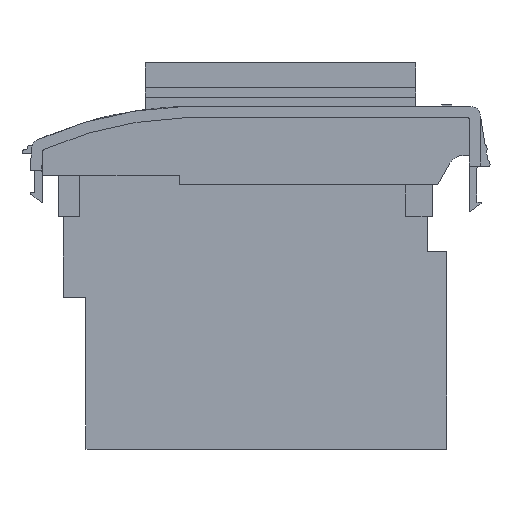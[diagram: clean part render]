
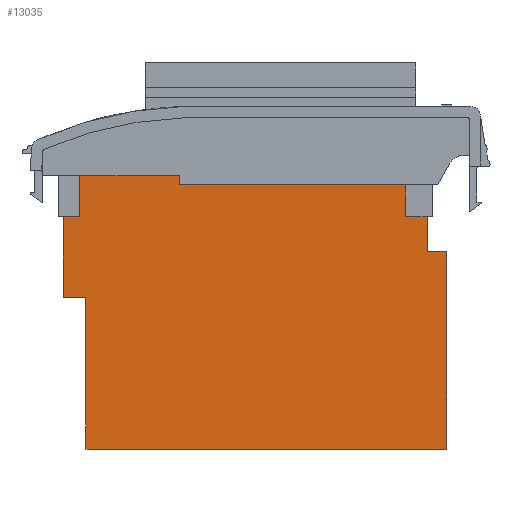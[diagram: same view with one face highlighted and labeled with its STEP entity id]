
A CAD part, left-side view. The second image highlights one B-rep face of the part: STEP entity #13035.
In plain terms, the highlighted planar face has unit normal (-1, 0, 0).
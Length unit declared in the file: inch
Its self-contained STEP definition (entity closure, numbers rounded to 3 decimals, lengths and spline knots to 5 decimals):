
#1043 = DIRECTION ( 'NONE',  ( 0., -1., 0. ) ) ;
#1044 = VECTOR ( 'NONE', #1043, 39.37008 ) ;
#1045 = CARTESIAN_POINT ( 'NONE',  ( 1.84006, 3.22916, 0.505 ) ) ;
#1046 = LINE ( 'NONE', #1045, #1044 ) ;
#1078 = DIRECTION ( 'NONE',  ( 0., 0., -1. ) ) ;
#1079 = VECTOR ( 'NONE', #1078, 39.37008 ) ;
#1080 = CARTESIAN_POINT ( 'NONE',  ( 1.84006, 3.22916, 0.445 ) ) ;
#1081 = LINE ( 'NONE', #1080, #1079 ) ;
#1082 = CARTESIAN_POINT ( 'NONE',  ( 1.84006, 3.22916, 0.505 ) ) ;
#1119 = CARTESIAN_POINT ( 'NONE',  ( 1.84006, 1.73848, 0.445 ) ) ;
#1120 = DIRECTION ( 'NONE',  ( 0., -1., 0. ) ) ;
#1121 = VECTOR ( 'NONE', #1120, 39.37008 ) ;
#1122 = CARTESIAN_POINT ( 'NONE',  ( 1.84006, 1.52916, 0.445 ) ) ;
#1123 = LINE ( 'NONE', #1122, #1121 ) ;
#1124 = CARTESIAN_POINT ( 'NONE',  ( 1.84006, 3.22916, 0.445 ) ) ;
#2383 = CARTESIAN_POINT ( 'NONE',  ( 1.84006, 3.84348, -0.295 ) ) ;
#2489 = LINE ( 'NONE', #2604, #2602 ) ;
#2598 = CARTESIAN_POINT ( 'NONE',  ( 1.84006, 3.84348, -1.295 ) ) ;
#2599 = CARTESIAN_POINT ( 'NONE',  ( 1.84006, 1.46848, -1.295 ) ) ;
#2601 = DIRECTION ( 'NONE',  ( 0., 1., 0. ) ) ;
#2602 = VECTOR ( 'NONE', #2601, 39.37008 ) ;
#2604 = CARTESIAN_POINT ( 'NONE',  ( 1.84006, 1.46848, -1.295 ) ) ;
#2867 = DIRECTION ( 'NONE',  ( 0., 0., 1. ) ) ;
#2868 = VECTOR ( 'NONE', #2867, 39.37008 ) ;
#2869 = CARTESIAN_POINT ( 'NONE',  ( 1.84006, 3.99348, 0.735 ) ) ;
#2870 = LINE ( 'NONE', #2869, #2868 ) ;
#2900 = CARTESIAN_POINT ( 'NONE',  ( 1.84006, 1.59848, 0.005 ) ) ;
#2901 = DIRECTION ( 'NONE',  ( 0., 0., -1. ) ) ;
#2903 = VECTOR ( 'NONE', #2901, 39.37008 ) ;
#2906 = CARTESIAN_POINT ( 'NONE',  ( 1.84006, 1.59848, 0.005 ) ) ;
#2908 = LINE ( 'NONE', #2906, #2903 ) ;
#2958 = CARTESIAN_POINT ( 'NONE',  ( 1.84006, 3.99348, -0.295 ) ) ;
#2961 = DIRECTION ( 'NONE',  ( 0., 1., 0. ) ) ;
#2962 = VECTOR ( 'NONE', #2961, 39.37008 ) ;
#2963 = CARTESIAN_POINT ( 'NONE',  ( 1.84006, 3.99348, -0.295 ) ) ;
#2964 = LINE ( 'NONE', #2963, #2962 ) ;
#3059 = FACE_OUTER_BOUND ( 'NONE', #13037, .T. ) ;
#3060 = DIRECTION ( 'NONE',  ( 0., 0., 1. ) ) ;
#3062 = VECTOR ( 'NONE', #3060, 39.37008 ) ;
#3064 = CARTESIAN_POINT ( 'NONE',  ( 1.84006, 3.84348, -0.295 ) ) ;
#3066 = LINE ( 'NONE', #3064, #3062 ) ;
#3106 = DIRECTION ( 'NONE',  ( 0., 0., -1. ) ) ;
#3107 = VECTOR ( 'NONE', #3106, 39.37008 ) ;
#3109 = CARTESIAN_POINT ( 'NONE',  ( 1.84006, 1.46848, 0.005 ) ) ;
#3111 = LINE ( 'NONE', #3109, #3107 ) ;
#3113 = CARTESIAN_POINT ( 'NONE',  ( 1.84006, 1.73848, 0.235 ) ) ;
#3115 = DIRECTION ( 'NONE',  ( 0., 0., 1. ) ) ;
#3116 = VECTOR ( 'NONE', #3115, 39.37008 ) ;
#3117 = CARTESIAN_POINT ( 'NONE',  ( 1.84006, 1.73848, 0.235 ) ) ;
#3118 = LINE ( 'NONE', #3117, #3116 ) ;
#3120 = DIRECTION ( 'NONE',  ( 0., 0., 1. ) ) ;
#3121 = DIRECTION ( 'NONE',  ( -1., 0., 0. ) ) ;
#3122 = CARTESIAN_POINT ( 'NONE',  ( 1.84006, 3.84348, -1.295 ) ) ;
#3123 = AXIS2_PLACEMENT_3D ( 'NONE', #3122, #3121, #3120 ) ;
#3126 = PLANE ( 'NONE',  #3123 ) ;
#3212 = CARTESIAN_POINT ( 'NONE',  ( 1.84006, 1.46848, 0.005 ) ) ;
#3215 = DIRECTION ( 'NONE',  ( 0., -1., 0. ) ) ;
#3216 = VECTOR ( 'NONE', #3215, 39.37008 ) ;
#3217 = CARTESIAN_POINT ( 'NONE',  ( 1.84006, 1.46848, 0.005 ) ) ;
#3218 = LINE ( 'NONE', #3217, #3216 ) ;
#3464 = DIRECTION ( 'NONE',  ( 0., -1., 0. ) ) ;
#3466 = VECTOR ( 'NONE', #3464, 39.37008 ) ;
#3467 = CARTESIAN_POINT ( 'NONE',  ( 1.84006, 3.84348, 0.235 ) ) ;
#3468 = LINE ( 'NONE', #3467, #3466 ) ;
#7467 = CARTESIAN_POINT ( 'NONE',  ( 1.84006, 3.99348, 0.505 ) ) ;
#7605 = CARTESIAN_POINT ( 'NONE',  ( 1.84006, 1.59848, 0.235 ) ) ;
#12255 = EDGE_CURVE ( 'NONE', #14460, #12280, #1046, .T. ) ;
#12280 = VERTEX_POINT ( 'NONE', #1082 ) ;
#12282 = EDGE_CURVE ( 'NONE', #12280, #12292, #1081, .T. ) ;
#12292 = VERTEX_POINT ( 'NONE', #1124 ) ;
#12294 = EDGE_CURVE ( 'NONE', #12292, #12295, #1123, .T. ) ;
#12295 = VERTEX_POINT ( 'NONE', #1119 ) ;
#12929 = VERTEX_POINT ( 'NONE', #2383 ) ;
#12943 = EDGE_CURVE ( 'NONE', #12944, #12945, #2489, .T. ) ;
#12944 = VERTEX_POINT ( 'NONE', #2599 ) ;
#12945 = VERTEX_POINT ( 'NONE', #2598 ) ;
#12975 = EDGE_CURVE ( 'NONE', #14525, #12976, #2908, .T. ) ;
#12976 = VERTEX_POINT ( 'NONE', #2900 ) ;
#12987 = EDGE_CURVE ( 'NONE', #13005, #14460, #2870, .T. ) ;
#13004 = EDGE_CURVE ( 'NONE', #12929, #13005, #2964, .T. ) ;
#13005 = VERTEX_POINT ( 'NONE', #2958 ) ;
#13025 = EDGE_CURVE ( 'NONE', #12945, #12929, #3066, .T. ) ;
#13035 = ADVANCED_FACE ( 'NONE', ( #3059 ), #3126, .T. ) ;
#13037 = EDGE_LOOP ( 'NONE', ( #13039, #13046, #13143, #13144, #13145, #13146, #13147, #13148, #13149, #13151, #13152, #13153 ) ) ;
#13039 = ORIENTED_EDGE ( 'NONE', *, *, #13041, .T. ) ;
#13041 = EDGE_CURVE ( 'NONE', #13044, #12295, #3118, .T. ) ;
#13044 = VERTEX_POINT ( 'NONE', #3113 ) ;
#13046 = ORIENTED_EDGE ( 'NONE', *, *, #12294, .F. ) ;
#13049 = EDGE_CURVE ( 'NONE', #13072, #12944, #3111, .T. ) ;
#13070 = EDGE_CURVE ( 'NONE', #12976, #13072, #3218, .T. ) ;
#13072 = VERTEX_POINT ( 'NONE', #3212 ) ;
#13131 = EDGE_CURVE ( 'NONE', #13044, #14525, #3468, .T. ) ;
#13143 = ORIENTED_EDGE ( 'NONE', *, *, #12282, .F. ) ;
#13144 = ORIENTED_EDGE ( 'NONE', *, *, #12255, .F. ) ;
#13145 = ORIENTED_EDGE ( 'NONE', *, *, #12987, .F. ) ;
#13146 = ORIENTED_EDGE ( 'NONE', *, *, #13004, .F. ) ;
#13147 = ORIENTED_EDGE ( 'NONE', *, *, #13025, .F. ) ;
#13148 = ORIENTED_EDGE ( 'NONE', *, *, #12943, .F. ) ;
#13149 = ORIENTED_EDGE ( 'NONE', *, *, #13049, .F. ) ;
#13151 = ORIENTED_EDGE ( 'NONE', *, *, #13070, .F. ) ;
#13152 = ORIENTED_EDGE ( 'NONE', *, *, #12975, .F. ) ;
#13153 = ORIENTED_EDGE ( 'NONE', *, *, #13131, .F. ) ;
#14460 = VERTEX_POINT ( 'NONE', #7467 ) ;
#14525 = VERTEX_POINT ( 'NONE', #7605 ) ;
